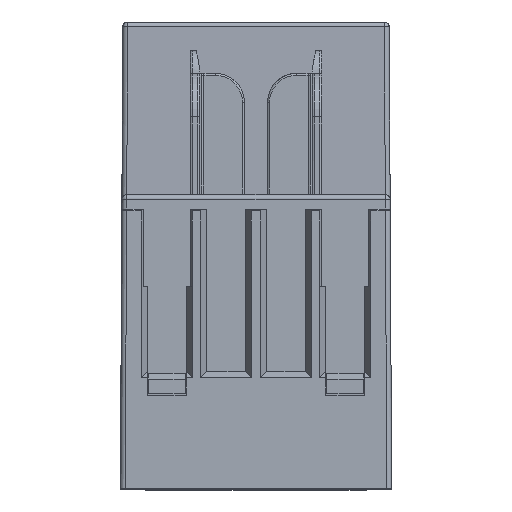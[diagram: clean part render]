
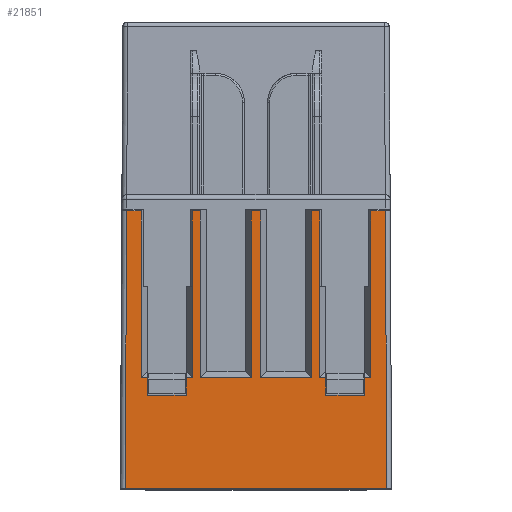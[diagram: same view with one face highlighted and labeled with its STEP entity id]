
A CAD part, left-side view. The second image highlights one B-rep face of the part: STEP entity #21851.
In plain terms, the highlighted planar face has unit normal (-1, 0, 0).
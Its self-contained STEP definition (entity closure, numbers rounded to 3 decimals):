
#3823=CARTESIAN_POINT('',(-49.,11.835,-19.5));
#3837=DIRECTION('',(0.,0.,1.));
#3838=VECTOR('',#3837,17.235);
#3839=CARTESIAN_POINT('',(-49.,11.835,-36.735));
#3840=LINE('',#3839,#3838);
#3909=CARTESIAN_POINT('',(-49.,-11.835,-19.5));
#3917=DIRECTION('',(0.,0.,-1.));
#3918=VECTOR('',#3917,17.235);
#3919=CARTESIAN_POINT('',(-49.,-11.835,-19.5));
#3920=LINE('',#3919,#3918);
#3939=CARTESIAN_POINT('',(-49.,-13.499,-48.1));
#7052=DIRECTION('',(0.,-1.,0.));
#7053=VECTOR('',#7052,26.998);
#7054=CARTESIAN_POINT('',(-49.,13.499,-48.1));
#7055=LINE('',#7054,#7053);
#7056=DIRECTION('',(0.,-0.005,1.));
#7057=VECTOR('',#7056,28.6);
#7058=CARTESIAN_POINT('',(-49.,13.499,-48.1));
#7059=LINE('',#7058,#7057);
#7060=DIRECTION('',(0.,-1.,0.));
#7061=VECTOR('',#7060,1.514);
#7062=CARTESIAN_POINT('',(-49.,13.349,-19.5));
#7063=LINE('',#7062,#7061);
#7064=DIRECTION('',(0.,1.,0.));
#7065=VECTOR('',#7064,0.635);
#7066=CARTESIAN_POINT('',(-49.,11.2,-36.735));
#7067=LINE('',#7066,#7065);
#7068=DIRECTION('',(0.,0.,1.));
#7069=VECTOR('',#7068,1.765);
#7070=CARTESIAN_POINT('',(-49.,11.2,-38.5));
#7071=LINE('',#7070,#7069);
#7072=DIRECTION('',(0.,-1.,0.));
#7073=VECTOR('',#7072,4.);
#7074=CARTESIAN_POINT('',(-49.,11.2,-38.5));
#7075=LINE('',#7074,#7073);
#7076=DIRECTION('',(0.,0.,1.));
#7077=VECTOR('',#7076,1.765);
#7078=CARTESIAN_POINT('',(-49.,7.2,-38.5));
#7079=LINE('',#7078,#7077);
#7080=DIRECTION('',(0.,1.,0.));
#7081=VECTOR('',#7080,0.635);
#7082=CARTESIAN_POINT('',(-49.,6.565,-36.735));
#7083=LINE('',#7082,#7081);
#7084=DIRECTION('',(0.,0.,1.));
#7085=VECTOR('',#7084,17.235);
#7086=CARTESIAN_POINT('',(-49.,6.565,-36.735));
#7087=LINE('',#7086,#7085);
#7088=DIRECTION('',(0.,1.,0.));
#7089=VECTOR('',#7088,0.83);
#7090=CARTESIAN_POINT('',(-49.,5.735,-19.5));
#7091=LINE('',#7090,#7089);
#7092=DIRECTION('',(0.,1.,0.));
#7093=VECTOR('',#7092,5.27);
#7094=CARTESIAN_POINT('',(-49.,0.465,-36.735));
#7095=LINE('',#7094,#7093);
#7096=DIRECTION('',(0.,1.,0.));
#7097=VECTOR('',#7096,0.93);
#7098=CARTESIAN_POINT('',(-49.,-0.465,-19.5));
#7099=LINE('',#7098,#7097);
#7100=DIRECTION('',(0.,1.,0.));
#7101=VECTOR('',#7100,5.27);
#7102=CARTESIAN_POINT('',(-49.,-5.735,-36.735));
#7103=LINE('',#7102,#7101);
#7104=DIRECTION('',(0.,1.,0.));
#7105=VECTOR('',#7104,0.83);
#7106=CARTESIAN_POINT('',(-49.,-6.565,-19.5));
#7107=LINE('',#7106,#7105);
#7108=DIRECTION('',(0.,1.,0.));
#7109=VECTOR('',#7108,0.635);
#7110=CARTESIAN_POINT('',(-49.,-7.2,-36.735));
#7111=LINE('',#7110,#7109);
#7112=DIRECTION('',(0.,0.,1.));
#7113=VECTOR('',#7112,1.765);
#7114=CARTESIAN_POINT('',(-49.,-7.2,-38.5));
#7115=LINE('',#7114,#7113);
#7116=DIRECTION('',(0.,-1.,0.));
#7117=VECTOR('',#7116,4.);
#7118=CARTESIAN_POINT('',(-49.,-7.2,-38.5));
#7119=LINE('',#7118,#7117);
#7120=DIRECTION('',(0.,0.,1.));
#7121=VECTOR('',#7120,1.765);
#7122=CARTESIAN_POINT('',(-49.,-11.2,-38.5));
#7123=LINE('',#7122,#7121);
#7124=DIRECTION('',(0.,1.,0.));
#7125=VECTOR('',#7124,0.635);
#7126=CARTESIAN_POINT('',(-49.,-11.835,-36.735));
#7127=LINE('',#7126,#7125);
#7128=DIRECTION('',(0.,1.,0.));
#7129=VECTOR('',#7128,1.514);
#7130=CARTESIAN_POINT('',(-49.,-13.349,-19.5));
#7131=LINE('',#7130,#7129);
#7132=DIRECTION('',(0.,-0.005,-1.));
#7133=VECTOR('',#7132,28.6);
#7134=CARTESIAN_POINT('',(-49.,-13.349,-19.5));
#7135=LINE('',#7134,#7133);
#7274=CARTESIAN_POINT('',(-49.,6.565,-19.5));
#7298=DIRECTION('',(0.,0.,1.));
#7299=VECTOR('',#7298,17.235);
#7300=CARTESIAN_POINT('',(-49.,5.735,-36.735));
#7301=LINE('',#7300,#7299);
#7310=CARTESIAN_POINT('',(-49.,0.465,-19.5));
#7318=DIRECTION('',(0.,0.,-1.));
#7319=VECTOR('',#7318,17.235);
#7320=CARTESIAN_POINT('',(-49.,0.465,-19.5));
#7321=LINE('',#7320,#7319);
#7332=CARTESIAN_POINT('',(-49.,-0.465,-19.5));
#7338=DIRECTION('',(0.,0.,1.));
#7339=VECTOR('',#7338,17.235);
#7340=CARTESIAN_POINT('',(-49.,-0.465,-36.735));
#7341=LINE('',#7340,#7339);
#7342=CARTESIAN_POINT('',(-49.,-5.735,-19.5));
#7350=DIRECTION('',(0.,0.,-1.));
#7351=VECTOR('',#7350,17.235);
#7352=CARTESIAN_POINT('',(-49.,-5.735,-19.5));
#7353=LINE('',#7352,#7351);
#7366=DIRECTION('',(0.,0.,1.));
#7367=VECTOR('',#7366,17.235);
#7368=CARTESIAN_POINT('',(-49.,-6.565,-36.735));
#7369=LINE('',#7368,#7367);
#7376=CARTESIAN_POINT('',(-49.,-6.565,-19.5));
#10804=CARTESIAN_POINT('',(-49.,11.2,-38.5));
#10805=CARTESIAN_POINT('',(-49.,7.2,-38.5));
#10806=VERTEX_POINT('',#10804);
#10807=VERTEX_POINT('',#10805);
#10808=CARTESIAN_POINT('',(-49.,-7.2,-38.5));
#10809=CARTESIAN_POINT('',(-49.,-11.2,-38.5));
#10810=VERTEX_POINT('',#10808);
#10811=VERTEX_POINT('',#10809);
#10812=CARTESIAN_POINT('',(-49.,-11.2,-36.735));
#10813=VERTEX_POINT('',#10812);
#10816=CARTESIAN_POINT('',(-49.,-7.2,-36.735));
#10817=VERTEX_POINT('',#10816);
#10818=CARTESIAN_POINT('',(-49.,-11.835,-36.735));
#10819=VERTEX_POINT('',#10818);
#10821=CARTESIAN_POINT('',(-49.,11.835,-36.735));
#10823=VERTEX_POINT('',#10821);
#11448=VERTEX_POINT('',#3939);
#11450=CARTESIAN_POINT('',(-49.,13.499,-48.1));
#11451=VERTEX_POINT('',#11450);
#11655=VERTEX_POINT('',#3823);
#11656=CARTESIAN_POINT('',(-49.,13.349,-19.5));
#11657=VERTEX_POINT('',#11656);
#11666=VERTEX_POINT('',#7274);
#11670=CARTESIAN_POINT('',(-49.,5.735,-19.5));
#11671=VERTEX_POINT('',#11670);
#11672=VERTEX_POINT('',#3909);
#11676=CARTESIAN_POINT('',(-49.,-13.349,-19.5));
#11677=VERTEX_POINT('',#11676);
#11992=CARTESIAN_POINT('',(-49.,11.2,-36.735));
#11993=VERTEX_POINT('',#11992);
#11994=CARTESIAN_POINT('',(-49.,7.2,-36.735));
#11995=VERTEX_POINT('',#11994);
#11996=CARTESIAN_POINT('',(-49.,6.565,-36.735));
#11998=VERTEX_POINT('',#11996);
#12000=CARTESIAN_POINT('',(-49.,5.735,-36.735));
#12002=VERTEX_POINT('',#12000);
#12004=CARTESIAN_POINT('',(-49.,-0.465,-36.735));
#12006=VERTEX_POINT('',#12004);
#12008=CARTESIAN_POINT('',(-49.,0.465,-36.735));
#12010=VERTEX_POINT('',#12008);
#12012=CARTESIAN_POINT('',(-49.,-6.565,-36.735));
#12014=VERTEX_POINT('',#12012);
#12016=CARTESIAN_POINT('',(-49.,-5.735,-36.735));
#12018=VERTEX_POINT('',#12016);
#13028=VERTEX_POINT('',#7310);
#13032=VERTEX_POINT('',#7332);
#13033=VERTEX_POINT('',#7342);
#13035=VERTEX_POINT('',#7376);
#21794=CARTESIAN_POINT('',(-49.,14.,-19.3));
#21795=DIRECTION('',(-1.,0.,0.));
#21796=DIRECTION('',(0.,0.,-1.));
#21797=AXIS2_PLACEMENT_3D('',#21794,#21795,#21796);
#21798=PLANE('',#21797);
#21800=ORIENTED_EDGE('',*,*,#21799,.F.);
#21802=ORIENTED_EDGE('',*,*,#21801,.T.);
#21803=ORIENTED_EDGE('',*,*,#17525,.T.);
#21804=ORIENTED_EDGE('',*,*,#17548,.F.);
#21806=ORIENTED_EDGE('',*,*,#21805,.F.);
#21808=ORIENTED_EDGE('',*,*,#21807,.F.);
#21810=ORIENTED_EDGE('',*,*,#21809,.T.);
#21812=ORIENTED_EDGE('',*,*,#21811,.T.);
#21814=ORIENTED_EDGE('',*,*,#21813,.F.);
#21816=ORIENTED_EDGE('',*,*,#21815,.T.);
#21818=ORIENTED_EDGE('',*,*,#21817,.F.);
#21820=ORIENTED_EDGE('',*,*,#21819,.F.);
#21822=ORIENTED_EDGE('',*,*,#21821,.F.);
#21824=ORIENTED_EDGE('',*,*,#21823,.F.);
#21826=ORIENTED_EDGE('',*,*,#21825,.F.);
#21828=ORIENTED_EDGE('',*,*,#21827,.F.);
#21830=ORIENTED_EDGE('',*,*,#21829,.F.);
#21832=ORIENTED_EDGE('',*,*,#21831,.F.);
#21834=ORIENTED_EDGE('',*,*,#21833,.F.);
#21836=ORIENTED_EDGE('',*,*,#21835,.F.);
#21838=ORIENTED_EDGE('',*,*,#21837,.F.);
#21840=ORIENTED_EDGE('',*,*,#21839,.F.);
#21842=ORIENTED_EDGE('',*,*,#21841,.T.);
#21843=ORIENTED_EDGE('',*,*,#21784,.T.);
#21845=ORIENTED_EDGE('',*,*,#21844,.F.);
#21846=ORIENTED_EDGE('',*,*,#17636,.F.);
#21847=ORIENTED_EDGE('',*,*,#17658,.F.);
#21848=ORIENTED_EDGE('',*,*,#17752,.T.);
#21849=EDGE_LOOP('',(#21800,#21802,#21803,#21804,#21806,#21808,#21810,#21812,
#21814,#21816,#21818,#21820,#21822,#21824,#21826,#21828,#21830,#21832,#21834,
#21836,#21838,#21840,#21842,#21843,#21845,#21846,#21847,#21848));
#21850=FACE_OUTER_BOUND('',#21849,.F.);
#17525=EDGE_CURVE('',#11657,#11655,#7063,.T.);
#17548=EDGE_CURVE('',#10823,#11655,#3840,.T.);
#17636=EDGE_CURVE('',#11672,#10819,#3920,.T.);
#17658=EDGE_CURVE('',#11677,#11672,#7131,.T.);
#17752=EDGE_CURVE('',#11677,#11448,#7135,.T.);
#21784=EDGE_CURVE('',#10811,#10813,#7123,.T.);
#21799=EDGE_CURVE('',#11451,#11448,#7055,.T.);
#21801=EDGE_CURVE('',#11451,#11657,#7059,.T.);
#21805=EDGE_CURVE('',#11993,#10823,#7067,.T.);
#21807=EDGE_CURVE('',#10806,#11993,#7071,.T.);
#21809=EDGE_CURVE('',#10806,#10807,#7075,.T.);
#21811=EDGE_CURVE('',#10807,#11995,#7079,.T.);
#21813=EDGE_CURVE('',#11998,#11995,#7083,.T.);
#21815=EDGE_CURVE('',#11998,#11666,#7087,.T.);
#21817=EDGE_CURVE('',#11671,#11666,#7091,.T.);
#21819=EDGE_CURVE('',#12002,#11671,#7301,.T.);
#21821=EDGE_CURVE('',#12010,#12002,#7095,.T.);
#21823=EDGE_CURVE('',#13028,#12010,#7321,.T.);
#21825=EDGE_CURVE('',#13032,#13028,#7099,.T.);
#21827=EDGE_CURVE('',#12006,#13032,#7341,.T.);
#21829=EDGE_CURVE('',#12018,#12006,#7103,.T.);
#21831=EDGE_CURVE('',#13033,#12018,#7353,.T.);
#21833=EDGE_CURVE('',#13035,#13033,#7107,.T.);
#21835=EDGE_CURVE('',#12014,#13035,#7369,.T.);
#21837=EDGE_CURVE('',#10817,#12014,#7111,.T.);
#21839=EDGE_CURVE('',#10810,#10817,#7115,.T.);
#21841=EDGE_CURVE('',#10810,#10811,#7119,.T.);
#21844=EDGE_CURVE('',#10819,#10813,#7127,.T.);
#21851=ADVANCED_FACE('',(#21850),#21798,.T.);
